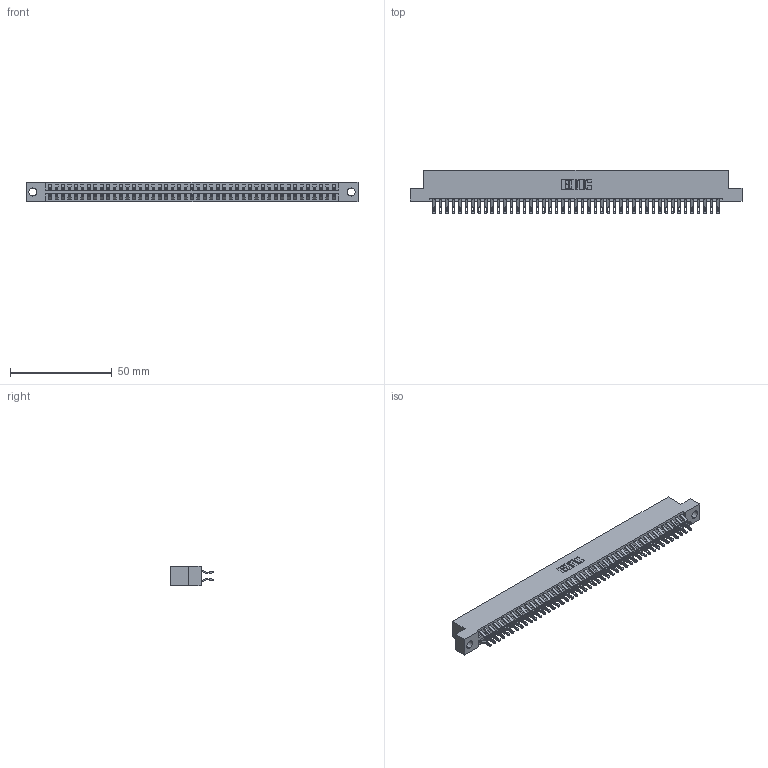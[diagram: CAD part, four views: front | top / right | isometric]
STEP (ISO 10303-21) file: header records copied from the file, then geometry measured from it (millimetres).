
FILE_DESCRIPTION (( 'STEP AP203' ), '1' );
FILE_NAME ('396-090-555-204.STEP', '2019-10-31T02:07:35', ( '' ), ( '' ), 'SwSTEP 2.0', 'SolidWorks 2016', '' );
FILE_SCHEMA (( 'CONFIG_CONTROL_DESIGN' ));
Length unit declared in the file: inch
Products named in the file (3): 396-090-555-204; 345-292-001_555 Tail; 346 Part_Flush Mounting Lugs - 0.156 Dia-TH
Assembly tree (91 placements, depth 2):
  396-090-555-204
    346 Part_Flush Mounting Lugs - 0.156 Dia-TH
    345-292-001_555 Tail  x90
Bounding box: 163.45 x 21.46 x 9.4 mm (x, y, z)
Volume: 16134.8 mm3; surface area: 22969.4 mm2
Topology: 91 solids, 91 shells, 5342 faces, 16799 edges, 11198 vertices
Faces by surface type: plane 3046, cylinder 2296
Entity records: 29293 total; most frequent: CARTESIAN_POINT 4858, ORIENTED_EDGE 4762, DIRECTION 4301, EDGE_CURVE 2381, VECTOR 2049, LINE 2049, VERTEX_POINT 1586, AXIS2_PLACEMENT_3D 1126
